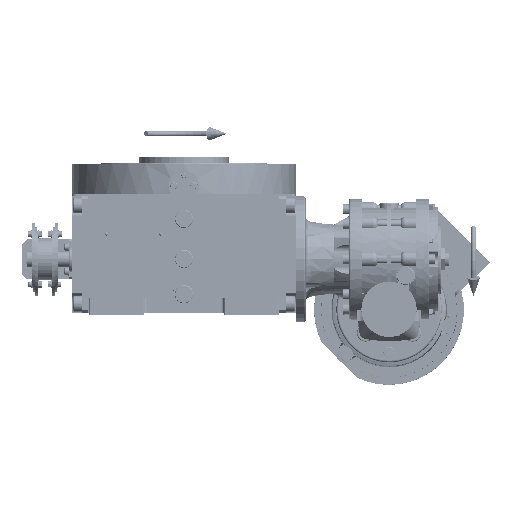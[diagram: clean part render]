
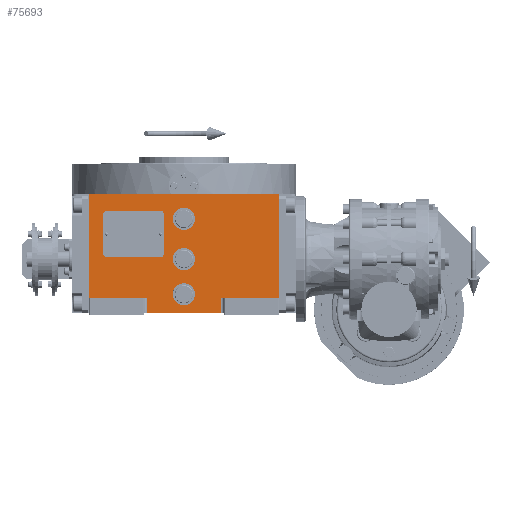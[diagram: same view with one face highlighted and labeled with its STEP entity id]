
A CAD part, top view. The second image highlights one B-rep face of the part: STEP entity #75693.
In plain terms, the highlighted planar face has unit normal (0, 0, 1).
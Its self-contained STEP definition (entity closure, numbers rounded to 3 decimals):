
#548 = VERTEX_POINT ( 'NONE', #136717 ) ;
#1918 = CARTESIAN_POINT ( 'NONE',  ( 11., 0., 163.5 ) ) ;
#2713 = DIRECTION ( 'NONE',  ( 0., 0., 1. ) ) ;
#3000 = EDGE_CURVE ( 'NONE', #178107, #104473, #155261, .T. ) ;
#3244 = ORIENTED_EDGE ( 'NONE', *, *, #32463, .F. ) ;
#5370 = DIRECTION ( 'NONE',  ( 1., 0., 0. ) ) ;
#10189 = CIRCLE ( 'NONE', #113761, 11. ) ;
#11096 = DIRECTION ( 'NONE',  ( 1., 0., 0. ) ) ;
#11336 = VERTEX_POINT ( 'NONE', #84962 ) ;
#11716 = DIRECTION ( 'NONE',  ( 0., -1., 0. ) ) ;
#11892 = VERTEX_POINT ( 'NONE', #35120 ) ;
#13626 = CARTESIAN_POINT ( 'NONE',  ( 94.5, 64.5, 163.5 ) ) ;
#15818 = EDGE_CURVE ( 'NONE', #132099, #135891, #107392, .T. ) ;
#16214 = CARTESIAN_POINT ( 'NONE',  ( 0., 40., 163.5 ) ) ;
#18309 = CARTESIAN_POINT ( 'NONE',  ( -11., 0., 163.5 ) ) ;
#22994 = CARTESIAN_POINT ( 'NONE',  ( 94.5, -38.5, 163.5 ) ) ;
#24525 = ORIENTED_EDGE ( 'NONE', *, *, #140065, .T. ) ;
#24528 = CARTESIAN_POINT ( 'NONE',  ( -37., -53.5, 163.5 ) ) ;
#24579 = CARTESIAN_POINT ( 'NONE',  ( -94.5, -53.5, 163.5 ) ) ;
#26161 = VECTOR ( 'NONE', #141097, 1000. ) ;
#26934 = DIRECTION ( 'NONE',  ( 1., 0., 0. ) ) ;
#27814 = LINE ( 'NONE', #96278, #109562 ) ;
#32383 = CARTESIAN_POINT ( 'NONE',  ( 0., 0., 163.5 ) ) ;
#32463 = EDGE_CURVE ( 'NONE', #136795, #80129, #68684, .T. ) ;
#32949 = EDGE_CURVE ( 'NONE', #152229, #169250, #148449, .T. ) ;
#34505 = CARTESIAN_POINT ( 'NONE',  ( -11., -35., 163.5 ) ) ;
#35120 = CARTESIAN_POINT ( 'NONE',  ( -94.5, -38.5, 163.5 ) ) ;
#35432 = FACE_BOUND ( 'NONE', #101678, .T. ) ;
#36648 = DIRECTION ( 'NONE',  ( 1., 0., 0. ) ) ;
#37864 = DIRECTION ( 'NONE',  ( 1., 0., 0. ) ) ;
#39907 = DIRECTION ( 'NONE',  ( 0., 0., 1. ) ) ;
#40320 = CARTESIAN_POINT ( 'NONE',  ( 94.5, -38.5, 163.5 ) ) ;
#40534 = DIRECTION ( 'NONE',  ( 1., 0., 0. ) ) ;
#42246 = ORIENTED_EDGE ( 'NONE', *, *, #32949, .T. ) ;
#42591 = CARTESIAN_POINT ( 'NONE',  ( 0., -35., 163.5 ) ) ;
#44423 = VECTOR ( 'NONE', #37864, 1000. ) ;
#46393 = EDGE_LOOP ( 'NONE', ( #121928, #141441, #69897, #42246, #175304, #106704, #24525, #98323 ) ) ;
#48305 = AXIS2_PLACEMENT_3D ( 'NONE', #135902, #150358, #26934 ) ;
#49680 = CARTESIAN_POINT ( 'NONE',  ( 11., -35., 163.5 ) ) ;
#50454 = CARTESIAN_POINT ( 'NONE',  ( 37., -38.5, 163.5 ) ) ;
#52681 = VECTOR ( 'NONE', #11716, 1000. ) ;
#55153 = EDGE_CURVE ( 'NONE', #80129, #136795, #10189, .T. ) ;
#58168 = VECTOR ( 'NONE', #164876, 1000. ) ;
#59817 = FACE_OUTER_BOUND ( 'NONE', #46393, .T. ) ;
#61181 = ORIENTED_EDGE ( 'NONE', *, *, #3000, .F. ) ;
#64902 = DIRECTION ( 'NONE',  ( 0., 0., 1. ) ) ;
#66362 = LINE ( 'NONE', #133887, #112855 ) ;
#67775 = ORIENTED_EDGE ( 'NONE', *, *, #172013, .F. ) ;
#68684 = CIRCLE ( 'NONE', #91673, 11. ) ;
#68763 = CIRCLE ( 'NONE', #85947, 11. ) ;
#69897 = ORIENTED_EDGE ( 'NONE', *, *, #158860, .T. ) ;
#74278 = CARTESIAN_POINT ( 'NONE',  ( -37., -53.5, 163.5 ) ) ;
#75693 = ADVANCED_FACE ( 'NONE', ( #35432, #156191, #90378, #59817 ), #145321, .T. ) ;
#75953 = DIRECTION ( 'NONE',  ( 0., 0., 1. ) ) ;
#77564 = AXIS2_PLACEMENT_3D ( 'NONE', #144442, #75953, #95717 ) ;
#80129 = VERTEX_POINT ( 'NONE', #128829 ) ;
#81063 = CARTESIAN_POINT ( 'NONE',  ( 0., 40., 163.5 ) ) ;
#82848 = CARTESIAN_POINT ( 'NONE',  ( -94.5, -38.5, 163.5 ) ) ;
#83114 = DIRECTION ( 'NONE',  ( -1., 0., 0. ) ) ;
#83582 = AXIS2_PLACEMENT_3D ( 'NONE', #24579, #163295, #11096 ) ;
#84962 = CARTESIAN_POINT ( 'NONE',  ( 37., -38.5, 163.5 ) ) ;
#85570 = CIRCLE ( 'NONE', #48305, 11. ) ;
#85947 = AXIS2_PLACEMENT_3D ( 'NONE', #42591, #39907, #83114 ) ;
#86280 = CARTESIAN_POINT ( 'NONE',  ( 11., 40., 163.5 ) ) ;
#90378 = FACE_BOUND ( 'NONE', #154716, .T. ) ;
#91060 = LINE ( 'NONE', #148672, #44423 ) ;
#91673 = AXIS2_PLACEMENT_3D ( 'NONE', #81063, #64902, #40534 ) ;
#92119 = DIRECTION ( 'NONE',  ( 1., 0., 0. ) ) ;
#92788 = LINE ( 'NONE', #50454, #52681 ) ;
#94639 = VECTOR ( 'NONE', #150255, 1000. ) ;
#95717 = DIRECTION ( 'NONE',  ( -1., 0., 0. ) ) ;
#95977 = EDGE_CURVE ( 'NONE', #11892, #128569, #109900, .T. ) ;
#96278 = CARTESIAN_POINT ( 'NONE',  ( -37., -53.5, 163.5 ) ) ;
#96995 = CARTESIAN_POINT ( 'NONE',  ( -94.5, 64.5, 163.5 ) ) ;
#98323 = ORIENTED_EDGE ( 'NONE', *, *, #103814, .F. ) ;
#100960 = VECTOR ( 'NONE', #92119, 1000. ) ;
#101678 = EDGE_LOOP ( 'NONE', ( #135837, #61181 ) ) ;
#103814 = EDGE_CURVE ( 'NONE', #132099, #548, #27814, .T. ) ;
#104473 = VERTEX_POINT ( 'NONE', #1918 ) ;
#105789 = EDGE_CURVE ( 'NONE', #11336, #135891, #92788, .T. ) ;
#106704 = ORIENTED_EDGE ( 'NONE', *, *, #95977, .F. ) ;
#107392 = LINE ( 'NONE', #24528, #100960 ) ;
#109562 = VECTOR ( 'NONE', #151246, 1000. ) ;
#109900 = LINE ( 'NONE', #82848, #58168 ) ;
#111378 = EDGE_LOOP ( 'NONE', ( #67775, #155698 ) ) ;
#112371 = VERTEX_POINT ( 'NONE', #49680 ) ;
#112855 = VECTOR ( 'NONE', #36648, 1000. ) ;
#113761 = AXIS2_PLACEMENT_3D ( 'NONE', #16214, #2713, #154029 ) ;
#113901 = EDGE_CURVE ( 'NONE', #104473, #178107, #123105, .T. ) ;
#117822 = EDGE_CURVE ( 'NONE', #128569, #169250, #164640, .T. ) ;
#121928 = ORIENTED_EDGE ( 'NONE', *, *, #15818, .T. ) ;
#123105 = CIRCLE ( 'NONE', #146135, 11. ) ;
#128569 = VERTEX_POINT ( 'NONE', #96995 ) ;
#128694 = DIRECTION ( 'NONE',  ( 0., 0., 1. ) ) ;
#128829 = CARTESIAN_POINT ( 'NONE',  ( -11., 40., 163.5 ) ) ;
#131123 = ORIENTED_EDGE ( 'NONE', *, *, #55153, .F. ) ;
#132099 = VERTEX_POINT ( 'NONE', #74278 ) ;
#133110 = CARTESIAN_POINT ( 'NONE',  ( -94.5, 64.5, 163.5 ) ) ;
#133887 = CARTESIAN_POINT ( 'NONE',  ( 37., -38.5, 163.5 ) ) ;
#135837 = ORIENTED_EDGE ( 'NONE', *, *, #113901, .F. ) ;
#135891 = VERTEX_POINT ( 'NONE', #172877 ) ;
#135902 = CARTESIAN_POINT ( 'NONE',  ( 0., -35., 163.5 ) ) ;
#136717 = CARTESIAN_POINT ( 'NONE',  ( -37., -38.5, 163.5 ) ) ;
#136795 = VERTEX_POINT ( 'NONE', #86280 ) ;
#140065 = EDGE_CURVE ( 'NONE', #11892, #548, #91060, .T. ) ;
#141097 = DIRECTION ( 'NONE',  ( 1., 0., 0. ) ) ;
#141441 = ORIENTED_EDGE ( 'NONE', *, *, #105789, .F. ) ;
#144442 = CARTESIAN_POINT ( 'NONE',  ( 0., 0., 163.5 ) ) ;
#145321 = PLANE ( 'NONE',  #83582 ) ;
#146135 = AXIS2_PLACEMENT_3D ( 'NONE', #32383, #128694, #5370 ) ;
#147477 = VERTEX_POINT ( 'NONE', #34505 ) ;
#148449 = LINE ( 'NONE', #40320, #94639 ) ;
#148672 = CARTESIAN_POINT ( 'NONE',  ( -94.5, -38.5, 163.5 ) ) ;
#150255 = DIRECTION ( 'NONE',  ( 0., 1., 0. ) ) ;
#150358 = DIRECTION ( 'NONE',  ( 0., 0., 1. ) ) ;
#151246 = DIRECTION ( 'NONE',  ( 0., 1., 0. ) ) ;
#152229 = VERTEX_POINT ( 'NONE', #22994 ) ;
#154029 = DIRECTION ( 'NONE',  ( -1., 0., 0. ) ) ;
#154716 = EDGE_LOOP ( 'NONE', ( #3244, #131123 ) ) ;
#155261 = CIRCLE ( 'NONE', #77564, 11. ) ;
#155698 = ORIENTED_EDGE ( 'NONE', *, *, #174417, .F. ) ;
#156191 = FACE_BOUND ( 'NONE', #111378, .T. ) ;
#158860 = EDGE_CURVE ( 'NONE', #11336, #152229, #66362, .T. ) ;
#163295 = DIRECTION ( 'NONE',  ( 0., 0., 1. ) ) ;
#164640 = LINE ( 'NONE', #133110, #26161 ) ;
#164876 = DIRECTION ( 'NONE',  ( 0., 1., 0. ) ) ;
#169250 = VERTEX_POINT ( 'NONE', #13626 ) ;
#172013 = EDGE_CURVE ( 'NONE', #112371, #147477, #85570, .T. ) ;
#172877 = CARTESIAN_POINT ( 'NONE',  ( 37., -53.5, 163.5 ) ) ;
#174417 = EDGE_CURVE ( 'NONE', #147477, #112371, #68763, .T. ) ;
#175304 = ORIENTED_EDGE ( 'NONE', *, *, #117822, .F. ) ;
#178107 = VERTEX_POINT ( 'NONE', #18309 ) ;
